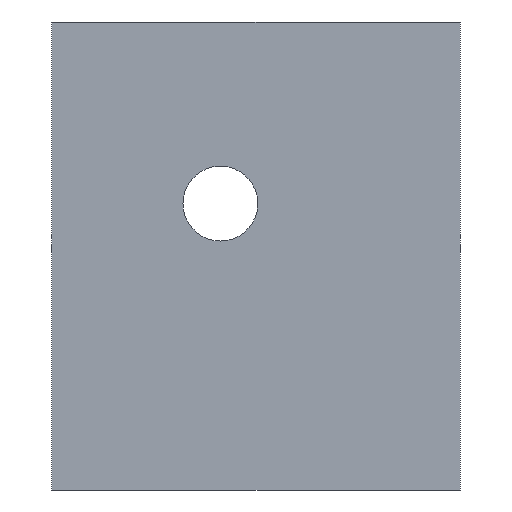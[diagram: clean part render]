
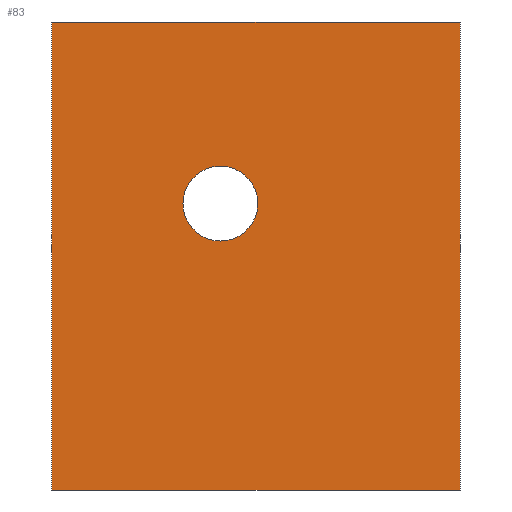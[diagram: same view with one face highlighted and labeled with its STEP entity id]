
A CAD part, front view. The second image highlights one B-rep face of the part: STEP entity #83.
In plain terms, the highlighted planar face has unit normal (0, -1, 0).
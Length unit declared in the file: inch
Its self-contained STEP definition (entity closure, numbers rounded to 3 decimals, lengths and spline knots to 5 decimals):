
#6 = CARTESIAN_POINT ( 'NONE',  ( 2.18, 0., 0. ) ) ;
#8 = EDGE_CURVE ( 'NONE', #31, #259, #190, .T. ) ;
#11 = EDGE_LOOP ( 'NONE', ( #212, #189, #50, #129 ) ) ;
#12 = VECTOR ( 'NONE', #247, 39.37008 ) ;
#17 = FACE_OUTER_BOUND ( 'NONE', #11, .T. ) ;
#22 = DIRECTION ( 'NONE',  ( 0., -1., 0. ) ) ;
#24 = DIRECTION ( 'NONE',  ( 0., -1., 0. ) ) ;
#28 = DIRECTION ( 'NONE',  ( 0., 0., 1. ) ) ;
#31 = VERTEX_POINT ( 'NONE', #213 ) ;
#33 = VECTOR ( 'NONE', #28, 39.37008 ) ;
#35 = DIRECTION ( 'NONE',  ( 0., 0., 1. ) ) ;
#45 = DIRECTION ( 'NONE',  ( -1., 0., 0. ) ) ;
#50 = ORIENTED_EDGE ( 'NONE', *, *, #93, .F. ) ;
#53 = AXIS2_PLACEMENT_3D ( 'NONE', #227, #24, #267 ) ;
#59 = EDGE_CURVE ( 'NONE', #259, #254, #113, .T. ) ;
#76 = ORIENTED_EDGE ( 'NONE', *, *, #255, .F. ) ;
#83 = ADVANCED_FACE ( 'NONE', ( #155, #17 ), #242, .F. ) ;
#88 = DIRECTION ( 'NONE',  ( 0., 1., 0. ) ) ;
#90 = CARTESIAN_POINT ( 'NONE',  ( 2.18, 0., 2.5 ) ) ;
#93 = EDGE_CURVE ( 'NONE', #254, #263, #158, .T. ) ;
#95 = AXIS2_PLACEMENT_3D ( 'NONE', #201, #88, #35 ) ;
#102 = VERTEX_POINT ( 'NONE', #195 ) ;
#113 = LINE ( 'NONE', #218, #204 ) ;
#119 = CARTESIAN_POINT ( 'NONE',  ( 0.9, 0., 1.53 ) ) ;
#121 = CARTESIAN_POINT ( 'NONE',  ( 0., 0., 2.5 ) ) ;
#123 = CIRCLE ( 'NONE', #53, 0.2 ) ;
#129 = ORIENTED_EDGE ( 'NONE', *, *, #59, .F. ) ;
#130 = VERTEX_POINT ( 'NONE', #165 ) ;
#149 = AXIS2_PLACEMENT_3D ( 'NONE', #119, #22, #207 ) ;
#152 = EDGE_LOOP ( 'NONE', ( #76, #192 ) ) ;
#155 = FACE_BOUND ( 'NONE', #152, .T. ) ;
#158 = LINE ( 'NONE', #178, #12 ) ;
#162 = LINE ( 'NONE', #181, #228 ) ;
#165 = CARTESIAN_POINT ( 'NONE',  ( 0.9, 0., 1.73 ) ) ;
#178 = CARTESIAN_POINT ( 'NONE',  ( 2.18, 0., 0. ) ) ;
#179 = EDGE_CURVE ( 'NONE', #263, #31, #162, .T. ) ;
#181 = CARTESIAN_POINT ( 'NONE',  ( 0., 0., 0. ) ) ;
#189 = ORIENTED_EDGE ( 'NONE', *, *, #179, .F. ) ;
#190 = LINE ( 'NONE', #193, #33 ) ;
#191 = EDGE_CURVE ( 'NONE', #130, #102, #209, .T. ) ;
#192 = ORIENTED_EDGE ( 'NONE', *, *, #191, .F. ) ;
#193 = CARTESIAN_POINT ( 'NONE',  ( 0., 0., 0. ) ) ;
#195 = CARTESIAN_POINT ( 'NONE',  ( 0.9, 0., 1.33 ) ) ;
#201 = CARTESIAN_POINT ( 'NONE',  ( 0., 0., 0. ) ) ;
#204 = VECTOR ( 'NONE', #266, 39.37008 ) ;
#207 = DIRECTION ( 'NONE',  ( 0., 0., -1. ) ) ;
#209 = CIRCLE ( 'NONE', #149, 0.2 ) ;
#212 = ORIENTED_EDGE ( 'NONE', *, *, #8, .F. ) ;
#213 = CARTESIAN_POINT ( 'NONE',  ( 0., 0., 0. ) ) ;
#218 = CARTESIAN_POINT ( 'NONE',  ( 0., 0., 2.5 ) ) ;
#227 = CARTESIAN_POINT ( 'NONE',  ( 0.9, 0., 1.53 ) ) ;
#228 = VECTOR ( 'NONE', #45, 39.37008 ) ;
#242 = PLANE ( 'NONE',  #95 ) ;
#247 = DIRECTION ( 'NONE',  ( 0., 0., -1. ) ) ;
#254 = VERTEX_POINT ( 'NONE', #90 ) ;
#255 = EDGE_CURVE ( 'NONE', #102, #130, #123, .T. ) ;
#259 = VERTEX_POINT ( 'NONE', #121 ) ;
#263 = VERTEX_POINT ( 'NONE', #6 ) ;
#266 = DIRECTION ( 'NONE',  ( 1., 0., 0. ) ) ;
#267 = DIRECTION ( 'NONE',  ( 0., 0., -1. ) ) ;
